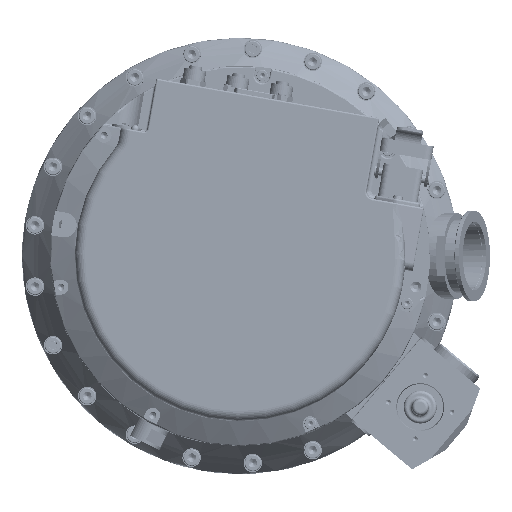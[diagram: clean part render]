
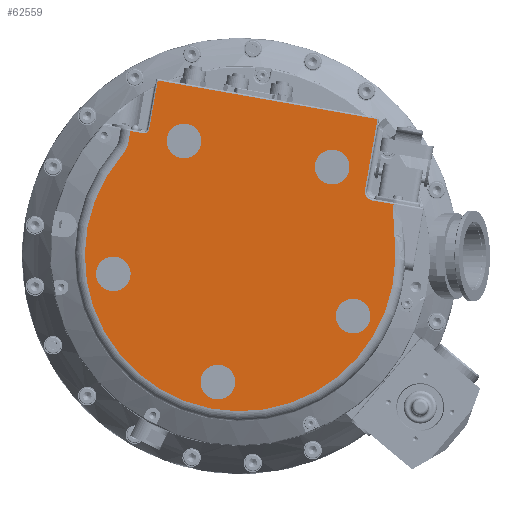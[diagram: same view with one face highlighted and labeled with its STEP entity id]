
A CAD part, front view. The second image highlights one B-rep face of the part: STEP entity #62559.
In plain terms, the highlighted planar face has unit normal (0, -1, 0).
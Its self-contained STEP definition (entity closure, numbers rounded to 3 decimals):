
#793=FACE_BOUND('',#7219,.T.);
#794=FACE_BOUND('',#7220,.T.);
#795=FACE_BOUND('',#7221,.T.);
#796=FACE_BOUND('',#7222,.T.);
#797=FACE_BOUND('',#7223,.T.);
#3512=FACE_OUTER_BOUND('',#7218,.T.);
#7218=EDGE_LOOP('',(#41399,#41400,#41401,#41402,#41403,#41404,#41405,#41406,
#41407,#41408,#41409));
#7219=EDGE_LOOP('',(#41410));
#7220=EDGE_LOOP('',(#41411));
#7221=EDGE_LOOP('',(#41412));
#7222=EDGE_LOOP('',(#41413));
#7223=EDGE_LOOP('',(#41414));
#11203=B_SPLINE_CURVE_WITH_KNOTS('',3,(#98179,#98180,#98181,#98182,#98183,
#98184,#98185,#98186,#98187,#98188),.UNSPECIFIED.,.F.,.F.,(4,2,2,2,4),(0.,
0.5,0.75,0.875,1.),.UNSPECIFIED.);
#12894=LINE('',#97671,#17228);
#12920=LINE('',#98114,#17254);
#12925=LINE('',#98204,#17259);
#12926=LINE('',#98213,#17260);
#13011=LINE('',#99172,#17345);
#13012=LINE('',#99181,#17346);
#17228=VECTOR('',#73869,135.);
#17254=VECTOR('',#73975,6.699);
#17259=VECTOR('',#74004,8.);
#17260=VECTOR('',#74017,30.);
#17345=VECTOR('',#74434,43.5);
#17346=VECTOR('',#74447,13.07);
#21518=CIRCLE('',#66635,16.);
#21521=CIRCLE('',#66639,94.);
#21526=CIRCLE('',#66649,3.);
#21552=CIRCLE('',#66695,10.5);
#21554=CIRCLE('',#66699,10.5);
#21556=CIRCLE('',#66703,10.5);
#21558=CIRCLE('',#66707,10.5);
#21562=CIRCLE('',#66715,10.5);
#21615=CIRCLE('',#66821,5.5);
#24831=VERTEX_POINT('',#97664);
#24833=VERTEX_POINT('',#97669);
#24871=VERTEX_POINT('',#98103);
#24875=VERTEX_POINT('',#98112);
#24877=VERTEX_POINT('',#98118);
#24879=VERTEX_POINT('',#98124);
#24880=VERTEX_POINT('',#98170);
#24885=VERTEX_POINT('',#98203);
#24886=VERTEX_POINT('',#98207);
#24918=VERTEX_POINT('',#98529);
#24920=VERTEX_POINT('',#98536);
#24922=VERTEX_POINT('',#98543);
#24924=VERTEX_POINT('',#98550);
#24928=VERTEX_POINT('',#98564);
#25001=VERTEX_POINT('',#99171);
#25002=VERTEX_POINT('',#99175);
#31072=EDGE_CURVE('',#24831,#24833,#12894,.T.);
#31131=EDGE_CURVE('',#24871,#24875,#12920,.T.);
#31134=EDGE_CURVE('',#24875,#24877,#21518,.T.);
#31137=EDGE_CURVE('',#24877,#24879,#21521,.T.);
#31140=EDGE_CURVE('',#24879,#24880,#11203,.T.);
#31147=EDGE_CURVE('',#24885,#24871,#12925,.T.);
#31151=EDGE_CURVE('',#24886,#24885,#21526,.T.);
#31152=EDGE_CURVE('',#24833,#24886,#12926,.T.);
#31206=EDGE_CURVE('',#24918,#24918,#21552,.T.);
#31209=EDGE_CURVE('',#24920,#24920,#21554,.T.);
#31212=EDGE_CURVE('',#24922,#24922,#21556,.T.);
#31215=EDGE_CURVE('',#24924,#24924,#21558,.T.);
#31221=EDGE_CURVE('',#24928,#24928,#21562,.T.);
#31349=EDGE_CURVE('',#25001,#24831,#13011,.T.);
#31353=EDGE_CURVE('',#25002,#25001,#21615,.T.);
#31354=EDGE_CURVE('',#24880,#25002,#13012,.T.);
#41399=ORIENTED_EDGE('',*,*,#31349,.T.);
#41400=ORIENTED_EDGE('',*,*,#31072,.T.);
#41401=ORIENTED_EDGE('',*,*,#31152,.T.);
#41402=ORIENTED_EDGE('',*,*,#31151,.T.);
#41403=ORIENTED_EDGE('',*,*,#31147,.T.);
#41404=ORIENTED_EDGE('',*,*,#31131,.T.);
#41405=ORIENTED_EDGE('',*,*,#31134,.T.);
#41406=ORIENTED_EDGE('',*,*,#31137,.T.);
#41407=ORIENTED_EDGE('',*,*,#31140,.T.);
#41408=ORIENTED_EDGE('',*,*,#31354,.T.);
#41409=ORIENTED_EDGE('',*,*,#31353,.T.);
#41410=ORIENTED_EDGE('',*,*,#31206,.F.);
#41411=ORIENTED_EDGE('',*,*,#31209,.F.);
#41412=ORIENTED_EDGE('',*,*,#31212,.F.);
#41413=ORIENTED_EDGE('',*,*,#31215,.F.);
#41414=ORIENTED_EDGE('',*,*,#31221,.F.);
#56820=PLANE('',#66885);
#62559=ADVANCED_FACE('',(#3512,#793,#794,#795,#796,#797),#56820,.T.);
#66635=AXIS2_PLACEMENT_3D('',#98120,#73981,#73982);
#66639=AXIS2_PLACEMENT_3D('',#98126,#73989,#73990);
#66649=AXIS2_PLACEMENT_3D('',#98211,#74013,#74014);
#66695=AXIS2_PLACEMENT_3D('',#98531,#74126,#74127);
#66699=AXIS2_PLACEMENT_3D('',#98538,#74135,#74136);
#66703=AXIS2_PLACEMENT_3D('',#98545,#74144,#74145);
#66707=AXIS2_PLACEMENT_3D('',#98552,#74153,#74154);
#66715=AXIS2_PLACEMENT_3D('',#98566,#74171,#74172);
#66821=AXIS2_PLACEMENT_3D('',#99179,#74443,#74444);
#66885=AXIS2_PLACEMENT_3D('',#99509,#74616,#74617);
#73869=DIRECTION('',(-0.985,0.,0.174));
#73975=DIRECTION('',(-0.174,0.,-0.985));
#73981=DIRECTION('center_axis',(0.,1.,0.));
#73982=DIRECTION('ref_axis',(-0.985,0.,0.174));
#73989=DIRECTION('center_axis',(0.,-1.,0.));
#73990=DIRECTION('ref_axis',(-0.985,0.,0.174));
#74004=DIRECTION('',(-0.985,0.,0.174));
#74013=DIRECTION('center_axis',(0.,1.,0.));
#74014=DIRECTION('ref_axis',(-0.985,0.,0.174));
#74017=DIRECTION('',(-0.174,0.,-0.985));
#74126=DIRECTION('center_axis',(0.,-1.,0.));
#74127=DIRECTION('ref_axis',(-0.985,0.,0.174));
#74135=DIRECTION('center_axis',(0.,-1.,0.));
#74136=DIRECTION('ref_axis',(-0.985,0.,0.174));
#74144=DIRECTION('center_axis',(0.,-1.,0.));
#74145=DIRECTION('ref_axis',(-0.985,0.,0.174));
#74153=DIRECTION('center_axis',(0.,-1.,0.));
#74154=DIRECTION('ref_axis',(-0.985,0.,0.174));
#74171=DIRECTION('center_axis',(0.,-1.,0.));
#74172=DIRECTION('ref_axis',(-0.985,0.,0.174));
#74434=DIRECTION('',(0.174,0.,0.985));
#74443=DIRECTION('center_axis',(0.,1.,0.));
#74444=DIRECTION('ref_axis',(-0.985,0.,0.174));
#74447=DIRECTION('',(-0.985,0.,0.174));
#74616=DIRECTION('center_axis',(0.,-1.,0.));
#74617=DIRECTION('ref_axis',(0.,0.,
-1.));
#97664=CARTESIAN_POINT('',(83.145,-66.5,82.82));
#97669=CARTESIAN_POINT('',(-49.804,-66.5,106.263));
#97671=CARTESIAN_POINT('',(83.145,-66.5,82.82));
#98103=CARTESIAN_POINT('',(-66.368,-66.5,75.674));
#98112=CARTESIAN_POINT('',(-67.531,-66.5,69.077));
#98114=CARTESIAN_POINT('',(-66.368,-66.5,75.674));
#98118=CARTESIAN_POINT('',(-71.173,-66.5,61.403));
#98120=CARTESIAN_POINT('Origin',(-83.288,-66.5,71.855));
#98124=CARTESIAN_POINT('',(93.978,-66.5,-2.033));
#98126=CARTESIAN_POINT('Origin',(0.,-66.5,0.));
#98170=CARTESIAN_POINT('',(92.924,-66.5,31.34));
#98179=CARTESIAN_POINT('Ctrl Pts',(93.978,-66.5,-2.033));
#98180=CARTESIAN_POINT('Ctrl Pts',(94.099,-66.5,3.552));
#98181=CARTESIAN_POINT('Ctrl Pts',(93.753,-66.5,9.128));
#98182=CARTESIAN_POINT('Ctrl Pts',(93.036,-66.5,17.466));
#98183=CARTESIAN_POINT('Ctrl Pts',(92.762,-66.5,20.244));
#98184=CARTESIAN_POINT('Ctrl Pts',(92.493,-66.5,24.419));
#98185=CARTESIAN_POINT('Ctrl Pts',(92.427,-66.5,25.815));
#98186=CARTESIAN_POINT('Ctrl Pts',(92.455,-66.5,28.593));
#98187=CARTESIAN_POINT('Ctrl Pts',(92.503,-66.5,29.98));
#98188=CARTESIAN_POINT('Ctrl Pts',(92.924,-66.5,31.34));
#98203=CARTESIAN_POINT('',(-58.489,-66.5,74.285));
#98204=CARTESIAN_POINT('',(-58.489,-66.5,74.285));
#98207=CARTESIAN_POINT('',(-55.014,-66.5,76.719));
#98211=CARTESIAN_POINT('Origin',(-57.968,-66.5,77.24));
#98213=CARTESIAN_POINT('',(-49.804,-66.5,106.263));
#98529=CARTESIAN_POINT('',(-75.284,-66.5,-21.184));
#98531=CARTESIAN_POINT('Origin',(-76.746,-66.5,-10.786));
#98536=CARTESIAN_POINT('',(-43.411,-66.5,65.054));
#98538=CARTESIAN_POINT('Origin',(-33.974,-66.5,69.657));
#98543=CARTESIAN_POINT('',(48.455,-66.5,61.389));
#98545=CARTESIAN_POINT('Origin',(55.749,-66.5,53.836));
#98550=CARTESIAN_POINT('',(73.358,-66.5,-27.113));
#98552=CARTESIAN_POINT('Origin',(68.428,-66.5,-36.384));
#98564=CARTESIAN_POINT('',(-3.117,-66.5,-78.146));
#98566=CARTESIAN_POINT('Origin',(-13.458,-66.5,-76.323));
#99171=CARTESIAN_POINT('',(75.591,-66.5,39.981));
#99172=CARTESIAN_POINT('',(75.591,-66.5,39.981));
#99175=CARTESIAN_POINT('',(80.052,-66.5,33.61));
#99179=CARTESIAN_POINT('Origin',(81.007,-66.5,39.026));
#99181=CARTESIAN_POINT('',(92.924,-66.5,31.34));
#99509=CARTESIAN_POINT('Origin',(-50.615,-66.5,107.421));
